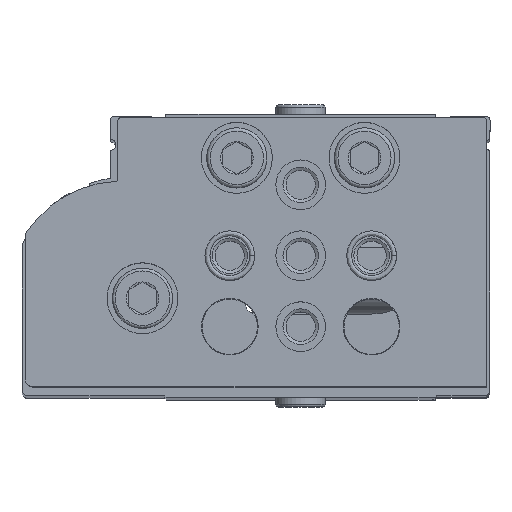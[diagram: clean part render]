
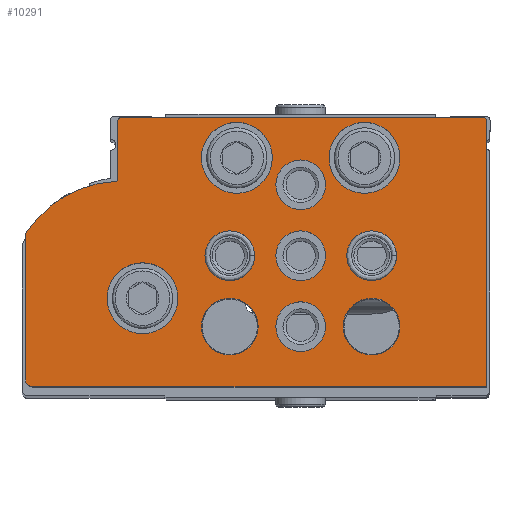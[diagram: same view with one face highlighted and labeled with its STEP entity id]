
A CAD part, top view. The second image highlights one B-rep face of the part: STEP entity #10291.
In plain terms, the highlighted face is planar.
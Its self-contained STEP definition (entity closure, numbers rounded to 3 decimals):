
#1057=LINE('',#17239,#1858);
#1059=LINE('',#17243,#1860);
#1062=LINE('',#17251,#1863);
#1067=LINE('',#17267,#1868);
#1070=LINE('',#17275,#1871);
#1858=VECTOR('',#14041,1000.);
#1860=VECTOR('',#14045,1000.);
#1863=VECTOR('',#14054,1000.);
#1868=VECTOR('',#14073,1000.);
#1871=VECTOR('',#14082,1000.);
#4034=ORIENTED_EDGE('',*,*,#5817,.T.);
#4035=ORIENTED_EDGE('',*,*,#5818,.T.);
#4036=ORIENTED_EDGE('',*,*,#5819,.T.);
#4037=ORIENTED_EDGE('',*,*,#5820,.T.);
#4038=ORIENTED_EDGE('',*,*,#5821,.T.);
#4039=ORIENTED_EDGE('',*,*,#5822,.T.);
#4040=ORIENTED_EDGE('',*,*,#5823,.T.);
#4041=ORIENTED_EDGE('',*,*,#5824,.T.);
#4042=ORIENTED_EDGE('',*,*,#5825,.T.);
#4043=ORIENTED_EDGE('',*,*,#5826,.T.);
#4044=ORIENTED_EDGE('',*,*,#5794,.F.);
#4045=ORIENTED_EDGE('',*,*,#5815,.F.);
#4046=ORIENTED_EDGE('',*,*,#5813,.F.);
#4047=ORIENTED_EDGE('',*,*,#5811,.F.);
#4048=ORIENTED_EDGE('',*,*,#5809,.T.);
#4049=ORIENTED_EDGE('',*,*,#5807,.F.);
#4050=ORIENTED_EDGE('',*,*,#5805,.F.);
#4051=ORIENTED_EDGE('',*,*,#5803,.F.);
#4052=ORIENTED_EDGE('',*,*,#5801,.F.);
#4053=ORIENTED_EDGE('',*,*,#5799,.F.);
#4054=ORIENTED_EDGE('',*,*,#5797,.F.);
#5794=EDGE_CURVE('',#6901,#6902,#7521,.T.);
#5797=EDGE_CURVE('',#6902,#6903,#1057,.T.);
#5799=EDGE_CURVE('',#6903,#6904,#1059,.T.);
#5801=EDGE_CURVE('',#6904,#6905,#7522,.T.);
#5803=EDGE_CURVE('',#6905,#6906,#1062,.T.);
#5805=EDGE_CURVE('',#6906,#6907,#7523,.T.);
#5807=EDGE_CURVE('',#6907,#6908,#7524,.T.);
#5809=EDGE_CURVE('',#6909,#6908,#7525,.T.);
#5811=EDGE_CURVE('',#6909,#6910,#1067,.T.);
#5813=EDGE_CURVE('',#6910,#6911,#7526,.T.);
#5815=EDGE_CURVE('',#6911,#6901,#1070,.T.);
#5817=EDGE_CURVE('',#6912,#6912,#7527,.T.);
#5818=EDGE_CURVE('',#6913,#6913,#7528,.T.);
#5819=EDGE_CURVE('',#6914,#6914,#7529,.T.);
#5820=EDGE_CURVE('',#6915,#6915,#7530,.T.);
#5821=EDGE_CURVE('',#6916,#6916,#7531,.T.);
#5822=EDGE_CURVE('',#6917,#6917,#7532,.T.);
#5823=EDGE_CURVE('',#6918,#6918,#7533,.T.);
#5824=EDGE_CURVE('',#6919,#6919,#7534,.T.);
#5825=EDGE_CURVE('',#6920,#6920,#7535,.T.);
#5826=EDGE_CURVE('',#6921,#6921,#7536,.T.);
#6901=VERTEX_POINT('',#17234);
#6902=VERTEX_POINT('',#17235);
#6903=VERTEX_POINT('',#17240);
#6904=VERTEX_POINT('',#17244);
#6905=VERTEX_POINT('',#17248);
#6906=VERTEX_POINT('',#17252);
#6907=VERTEX_POINT('',#17256);
#6908=VERTEX_POINT('',#17260);
#6909=VERTEX_POINT('',#17264);
#6910=VERTEX_POINT('',#17268);
#6911=VERTEX_POINT('',#17272);
#6912=VERTEX_POINT('',#17279);
#6913=VERTEX_POINT('',#17281);
#6914=VERTEX_POINT('',#17283);
#6915=VERTEX_POINT('',#17285);
#6916=VERTEX_POINT('',#17287);
#6917=VERTEX_POINT('',#17289);
#6918=VERTEX_POINT('',#17291);
#6919=VERTEX_POINT('',#17293);
#6920=VERTEX_POINT('',#17295);
#6921=VERTEX_POINT('',#17297);
#7521=CIRCLE('',#11501,0.5);
#7522=CIRCLE('',#11505,1.);
#7523=CIRCLE('',#11508,1.);
#7524=CIRCLE('',#11510,16.);
#7525=CIRCLE('',#11512,0.3);
#7526=CIRCLE('',#11515,0.5);
#7527=CIRCLE('',#11518,5.);
#7528=CIRCLE('',#11519,5.);
#7529=CIRCLE('',#11520,5.);
#7530=CIRCLE('',#11521,3.5);
#7531=CIRCLE('',#11522,3.5);
#7532=CIRCLE('',#11523,3.5);
#7533=CIRCLE('',#11524,3.5);
#7534=CIRCLE('',#11525,3.5);
#7535=CIRCLE('',#11526,4.);
#7536=CIRCLE('',#11527,4.);
#8258=EDGE_LOOP('',(#4034));
#8259=EDGE_LOOP('',(#4035));
#8260=EDGE_LOOP('',(#4036));
#8261=EDGE_LOOP('',(#4037));
#8262=EDGE_LOOP('',(#4038));
#8263=EDGE_LOOP('',(#4039));
#8264=EDGE_LOOP('',(#4040));
#8265=EDGE_LOOP('',(#4041));
#8266=EDGE_LOOP('',(#4042));
#8267=EDGE_LOOP('',(#4043));
#8268=EDGE_LOOP('',(#4044,#4045,#4046,#4047,#4048,#4049,#4050,#4051,#4052,
#4053,#4054));
#9193=FACE_BOUND('',#8258,.T.);
#9194=FACE_BOUND('',#8259,.T.);
#9195=FACE_BOUND('',#8260,.T.);
#9196=FACE_BOUND('',#8261,.T.);
#9197=FACE_BOUND('',#8262,.T.);
#9198=FACE_BOUND('',#8263,.T.);
#9199=FACE_BOUND('',#8264,.T.);
#9200=FACE_BOUND('',#8265,.T.);
#9201=FACE_BOUND('',#8266,.T.);
#9202=FACE_BOUND('',#8267,.T.);
#9203=FACE_BOUND('',#8268,.T.);
#9756=PLANE('',#11517);
#10291=ADVANCED_FACE('',(#9193,#9194,#9195,#9196,#9197,#9198,#9199,#9200,
#9201,#9202,#9203),#9756,.F.);
#11501=AXIS2_PLACEMENT_3D('',#17233,#14035,#14036);
#11505=AXIS2_PLACEMENT_3D('',#17247,#14049,#14050);
#11508=AXIS2_PLACEMENT_3D('',#17255,#14058,#14059);
#11510=AXIS2_PLACEMENT_3D('',#17259,#14063,#14064);
#11512=AXIS2_PLACEMENT_3D('',#17263,#14068,#14069);
#11515=AXIS2_PLACEMENT_3D('',#17271,#14077,#14078);
#11517=AXIS2_PLACEMENT_3D('',#17277,#14084,#14085);
#11518=AXIS2_PLACEMENT_3D('',#17278,#14086,#14087);
#11519=AXIS2_PLACEMENT_3D('',#17280,#14088,#14089);
#11520=AXIS2_PLACEMENT_3D('',#17282,#14090,#14091);
#11521=AXIS2_PLACEMENT_3D('',#17284,#14092,#14093);
#11522=AXIS2_PLACEMENT_3D('',#17286,#14094,#14095);
#11523=AXIS2_PLACEMENT_3D('',#17288,#14096,#14097);
#11524=AXIS2_PLACEMENT_3D('',#17290,#14098,#14099);
#11525=AXIS2_PLACEMENT_3D('',#17292,#14100,#14101);
#11526=AXIS2_PLACEMENT_3D('',#17294,#14102,#14103);
#11527=AXIS2_PLACEMENT_3D('',#17296,#14104,#14105);
#14035=DIRECTION('',(0.,0.,1.));
#14036=DIRECTION('',(1.,0.,0.));
#14041=DIRECTION('',(0.,-1.,0.));
#14045=DIRECTION('',(1.,0.,0.));
#14049=DIRECTION('',(0.,0.,1.));
#14050=DIRECTION('',(1.,0.,0.));
#14054=DIRECTION('',(0.,1.,0.));
#14058=DIRECTION('',(0.,0.,1.));
#14059=DIRECTION('',(1.,0.,0.));
#14063=DIRECTION('',(0.,0.,1.));
#14064=DIRECTION('',(1.,0.,0.));
#14068=DIRECTION('',(0.,0.,1.));
#14069=DIRECTION('',(1.,0.,0.));
#14073=DIRECTION('',(0.,1.,0.));
#14077=DIRECTION('',(0.,0.,1.));
#14078=DIRECTION('',(1.,0.,0.));
#14082=DIRECTION('',(-1.,0.,0.));
#14084=DIRECTION('',(0.,0.,1.));
#14085=DIRECTION('',(1.,0.,0.));
#14086=DIRECTION('',(0.,0.,1.));
#14087=DIRECTION('',(1.,0.,0.));
#14088=DIRECTION('',(0.,0.,1.));
#14089=DIRECTION('',(1.,0.,0.));
#14090=DIRECTION('',(0.,0.,1.));
#14091=DIRECTION('',(1.,0.,0.));
#14092=DIRECTION('',(0.,0.,1.));
#14093=DIRECTION('',(1.,0.,0.));
#14094=DIRECTION('',(0.,0.,1.));
#14095=DIRECTION('',(1.,0.,0.));
#14096=DIRECTION('',(0.,0.,1.));
#14097=DIRECTION('',(1.,0.,0.));
#14098=DIRECTION('',(0.,0.,1.));
#14099=DIRECTION('',(1.,0.,0.));
#14100=DIRECTION('',(0.,0.,1.));
#14101=DIRECTION('',(1.,0.,0.));
#14102=DIRECTION('',(0.,0.,1.));
#14103=DIRECTION('',(1.,0.,0.));
#14104=DIRECTION('',(0.,0.,1.));
#14105=DIRECTION('',(1.,0.,0.));
#17233=CARTESIAN_POINT('',(0.5,37.5,0.));
#17234=CARTESIAN_POINT('',(0.5,38.,0.));
#17235=CARTESIAN_POINT('',(0.,37.5,0.));
#17239=CARTESIAN_POINT('',(0.,37.5,0.));
#17240=CARTESIAN_POINT('',(0.,0.,0.));
#17243=CARTESIAN_POINT('',(0.,0.,0.));
#17244=CARTESIAN_POINT('',(64.,0.,0.));
#17247=CARTESIAN_POINT('',(64.,1.,0.));
#17248=CARTESIAN_POINT('',(65.,1.,0.));
#17251=CARTESIAN_POINT('',(65.,1.,0.));
#17252=CARTESIAN_POINT('',(65.,21.292,0.));
#17255=CARTESIAN_POINT('',(64.,21.292,0.));
#17256=CARTESIAN_POINT('',(64.833,21.844,0.));
#17259=CARTESIAN_POINT('',(51.5,13.,0.));
#17260=CARTESIAN_POINT('',(52.285,28.981,0.));
#17263=CARTESIAN_POINT('',(52.3,29.28,0.));
#17264=CARTESIAN_POINT('',(52.,29.28,0.));
#17267=CARTESIAN_POINT('',(52.,29.28,0.));
#17268=CARTESIAN_POINT('',(52.,37.5,0.));
#17271=CARTESIAN_POINT('',(51.5,37.5,0.));
#17272=CARTESIAN_POINT('',(51.5,38.,0.));
#17275=CARTESIAN_POINT('',(51.5,38.,0.));
#17277=CARTESIAN_POINT('',(0.5,37.5,0.));
#17278=CARTESIAN_POINT('',(48.5,12.5,0.));
#17279=CARTESIAN_POINT('',(53.5,12.5,0.));
#17280=CARTESIAN_POINT('',(35.2,32.3,0.));
#17281=CARTESIAN_POINT('',(40.2,32.3,0.));
#17282=CARTESIAN_POINT('',(17.2,32.3,0.));
#17283=CARTESIAN_POINT('',(22.2,32.3,0.));
#17284=CARTESIAN_POINT('',(26.2,28.5,0.));
#17285=CARTESIAN_POINT('',(29.7,28.5,0.));
#17286=CARTESIAN_POINT('',(36.2,18.5,0.));
#17287=CARTESIAN_POINT('',(39.7,18.5,0.));
#17288=CARTESIAN_POINT('',(26.2,18.5,0.));
#17289=CARTESIAN_POINT('',(29.7,18.5,0.));
#17290=CARTESIAN_POINT('',(16.2,18.5,0.));
#17291=CARTESIAN_POINT('',(19.7,18.5,0.));
#17292=CARTESIAN_POINT('',(26.2,8.5,0.));
#17293=CARTESIAN_POINT('',(29.7,8.5,0.));
#17294=CARTESIAN_POINT('',(36.2,8.5,0.));
#17295=CARTESIAN_POINT('',(40.2,8.5,0.));
#17296=CARTESIAN_POINT('',(16.2,8.5,0.));
#17297=CARTESIAN_POINT('',(20.2,8.5,0.));
